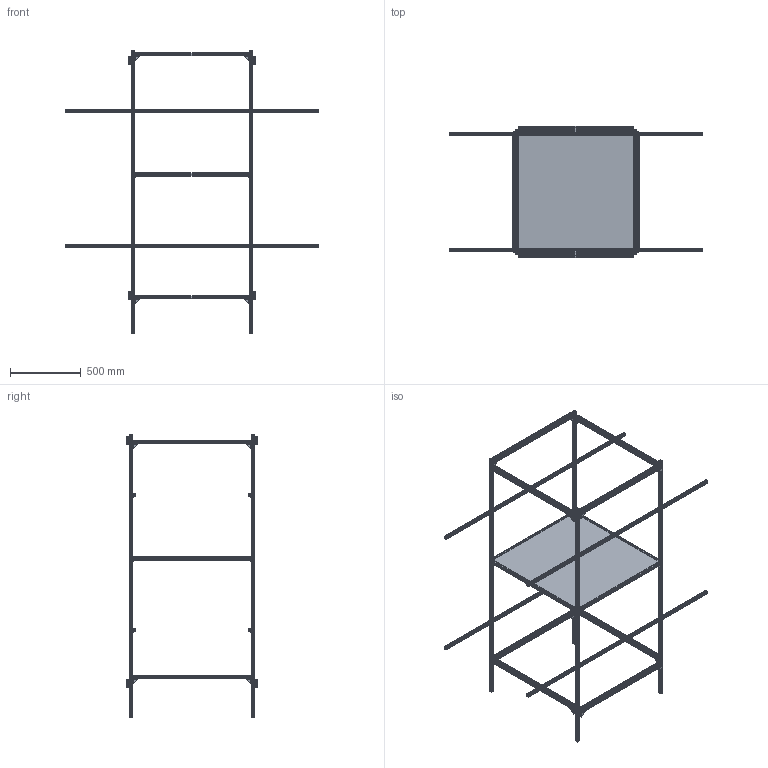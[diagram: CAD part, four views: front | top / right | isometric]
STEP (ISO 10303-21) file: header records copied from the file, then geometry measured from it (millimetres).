
FILE_DESCRIPTION(('HOOPS Exchange Step'),'2;1');
FILE_NAME('export-0F4DEBED-6B8D-4A19-88FB-213627F2C4EC.stp','2022-05-29T17:18:42+03:00',('othaa'),('Alibre'),'HOOPS Exchange 2020.1','Alibre','Unknown authorisation');
FILE_SCHEMA( ('AP242_MANAGED_MODEL_BASED_3D_ENGINEERING_MIM_LF {1 0 10303 442 1 1 4 }') );
Length unit declared in the file: millimetre
Products named in the file (10): vertical support beam; y coild 20x40 support beam; x coil 20x40 support beam; z coil 20x20 support beam; y coil 20x20 support beam; 20x20 bracket; 40x40 bracket; mounting table; X coil 20x20 support beam; Frame assembly
Assembly tree (53 placements, depth 2):
  Frame assembly
    vertical support beam  x4
    y coild 20x40 support beam  x4
    x coil 20x40 support beam  x4
    z coil 20x20 support beam  x4
    y coil 20x20 support beam  x2
    20x20 bracket  x16
    40x40 bracket  x16
    mounting table
    X coil 20x20 support beam  x2
Bounding box: 1788 x 919.98 x 2000 mm (x, y, z)
Volume: 8075773.9 mm3; surface area: 6870968 mm2
Topology: 53 solids, 53 shells, 3666 faces, 10080 edges, 6728 vertices
Faces by surface type: plane 2662, cylinder 1004
Full cylindrical faces by diameter (mm): 4.293 x16, 4.3 x12
Entity records: 23542 total; most frequent: DIRECTION 4114, CARTESIAN_POINT 4100, ORIENTED_EDGE 3996, EDGE_CURVE 1998, VECTOR 1398, LINE 1398, AXIS2_PLACEMENT_3D 1358, VERTEX_POINT 1344
